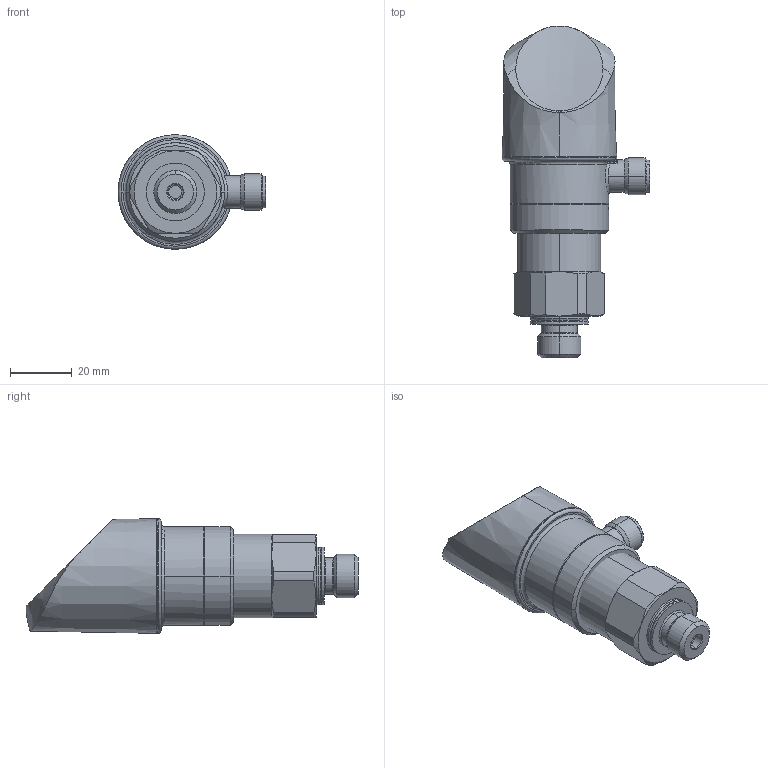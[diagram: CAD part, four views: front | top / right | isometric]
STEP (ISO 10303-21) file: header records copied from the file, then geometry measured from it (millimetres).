
FILE_DESCRIPTION (( 'STEP AP214' ), '1' );
FILE_NAME ('8381.XX.XX.31.32.STEP', '2017-06-27T07:44:23', ( 'upgadmin' ), ( 'Hewlett-Packard Company' ), 'SwSTEP 2.0', 'SolidWorks 2016', '' );
FILE_SCHEMA (( 'AUTOMOTIVE_DESIGN' ));
Length unit declared in the file: millimetre
Products named in the file (7): Display-5Pol; Display-4Pol; C29372_31; 8381.XX.XX.31.32
Assembly tree (3 placements, depth 2):
  Display-5Pol
  Display-4Pol
  C29372_31
  8381.XX.XX.31.32
    C29372_31
    Display-4Pol
    Display-5Pol
Bounding box: 48 x 107.74 x 37.2 mm (x, y, z)
Volume: 119997.5 mm3; surface area: 24871 mm2
Topology: 3 solids, 3 shells, 276 faces, 626 edges, 368 vertices
Faces by surface type: cylinder 91, torus 50, plane 49, cone 48, bspline 34, sphere 4
Entity records: 14420 total; most frequent: CARTESIAN_POINT 6691, DIRECTION 1300, ORIENTED_EDGE 1236, EDGE_CURVE 618, AXIS2_PLACEMENT_3D 567, VERTEX_POINT 368, CIRCLE 318, EDGE_LOOP 300
